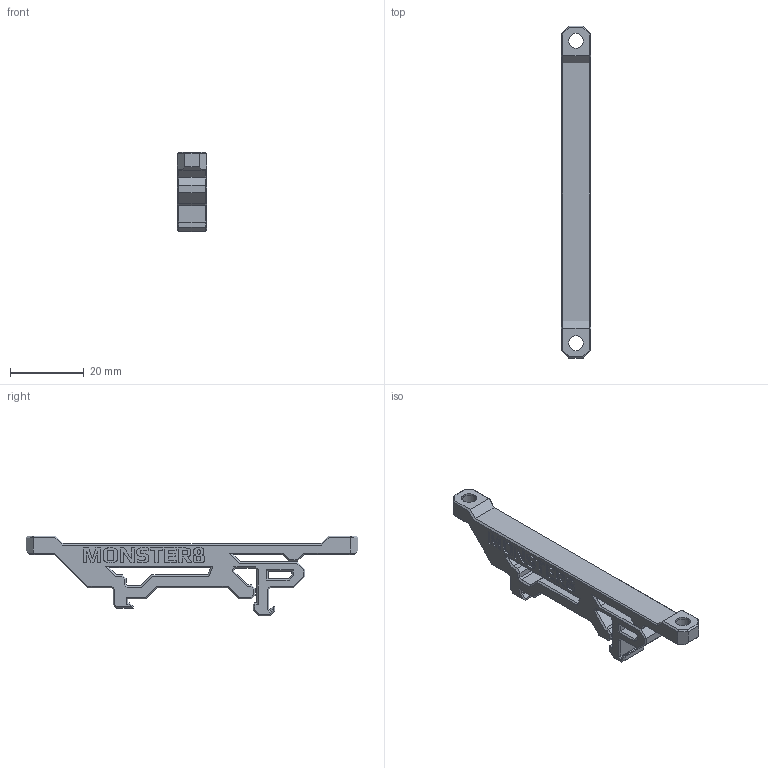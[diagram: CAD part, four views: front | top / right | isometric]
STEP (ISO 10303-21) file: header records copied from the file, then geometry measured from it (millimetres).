
FILE_DESCRIPTION(('HOOPS Exchange Step'),'2;1');
FILE_NAME('temp_export','2022-06-06T02:14:19-06:00',('clee'),('Shapr3D Limited'),'HOOPS Exchange 2022.0','Shapr3D','Authorized');
FILE_SCHEMA( ('AP203_CONFIGURATION_CONTROLLED_3D_DESIGN_OF_MECHANICAL_PARTS_AND_ASSEMBLIES_MIM_LF') );
Length unit declared in the file: millimetre
Products named in the file (2): Monster8_DIN_clip; root
Assembly tree (1 placements, depth 2):
  root
    Monster8_DIN_clip
Bounding box: 8 x 90 x 21.6 mm (x, y, z)
Volume: 6306.1 mm3; surface area: 4644.7 mm2
Topology: 1 solids, 1 shells, 489 faces, 1245 edges, 784 vertices
Faces by surface type: plane 411, bspline 74, cylinder 4
Full cylindrical faces by diameter (mm): 4 x2, 4.7 x2
Entity records: 15306 total; most frequent: CARTESIAN_POINT 4018, ORIENTED_EDGE 2490, DIRECTION 1943, EDGE_CURVE 1245, VECTOR 1085, LINE 1085, VERTEX_POINT 784, EDGE_LOOP 523
